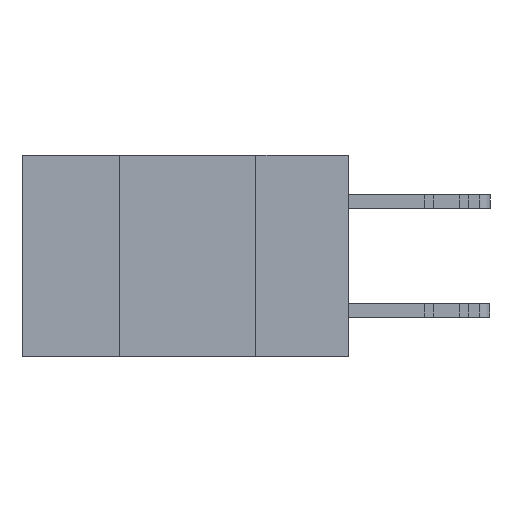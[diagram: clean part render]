
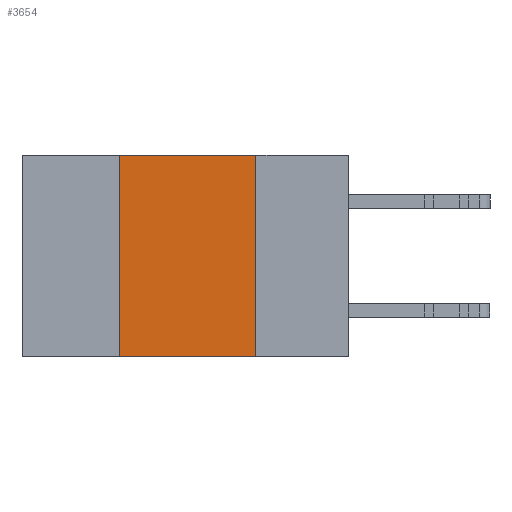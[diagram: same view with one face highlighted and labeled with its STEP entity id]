
A CAD part, left-side view. The second image highlights one B-rep face of the part: STEP entity #3654.
In plain terms, the highlighted planar face has unit normal (-1, 0, 0).
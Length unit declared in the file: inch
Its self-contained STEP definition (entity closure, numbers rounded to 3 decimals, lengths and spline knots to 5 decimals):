
#1733 = EDGE_CURVE ( 'NONE', #8393, #4526, #24962, .T. ) ;
#1789 = CARTESIAN_POINT ( 'NONE',  ( 0., 0.17, 0. ) ) ;
#2271 = VECTOR ( 'NONE', #7697, 39.37008 ) ;
#3011 = LINE ( 'NONE', #5296, #2271 ) ;
#3654 = ADVANCED_FACE ( 'NONE', ( #22222 ), #22886, .F. ) ;
#4526 = VERTEX_POINT ( 'NONE', #27108 ) ;
#5296 = CARTESIAN_POINT ( 'NONE',  ( 0., 0.17, 0. ) ) ;
#6832 = DIRECTION ( 'NONE',  ( 0., -1., 0. ) ) ;
#7531 = LINE ( 'NONE', #27634, #24974 ) ;
#7697 = DIRECTION ( 'NONE',  ( 0., 0., -1. ) ) ;
#8393 = VERTEX_POINT ( 'NONE', #27815 ) ;
#8696 = EDGE_CURVE ( 'NONE', #26167, #29016, #3011, .T. ) ;
#9031 = DIRECTION ( 'NONE',  ( 0., 0., -1. ) ) ;
#9104 = EDGE_CURVE ( 'NONE', #4526, #26167, #23172, .T. ) ;
#9697 = EDGE_CURVE ( 'NONE', #8393, #29016, #7531, .T. ) ;
#11061 = DIRECTION ( 'NONE',  ( 1., 0., 0. ) ) ;
#11072 = DIRECTION ( 'NONE',  ( 0., -1., 0. ) ) ;
#11949 = CARTESIAN_POINT ( 'NONE',  ( 0., 0.42, 0. ) ) ;
#12884 = AXIS2_PLACEMENT_3D ( 'NONE', #17730, #11061, #9031 ) ;
#12886 = DIRECTION ( 'NONE',  ( 0., 0., 1. ) ) ;
#13071 = VECTOR ( 'NONE', #12886, 39.37008 ) ;
#13634 = ORIENTED_EDGE ( 'NONE', *, *, #9104, .F. ) ;
#14001 = ORIENTED_EDGE ( 'NONE', *, *, #8696, .F. ) ;
#17730 = CARTESIAN_POINT ( 'NONE',  ( 0., 0.6, 0. ) ) ;
#18874 = ORIENTED_EDGE ( 'NONE', *, *, #1733, .F. ) ;
#18885 = EDGE_LOOP ( 'NONE', ( #14001, #13634, #18874, #19258 ) ) ;
#19258 = ORIENTED_EDGE ( 'NONE', *, *, #9697, .T. ) ;
#22222 = FACE_OUTER_BOUND ( 'NONE', #18885, .T. ) ;
#22886 = PLANE ( 'NONE',  #12884 ) ;
#23172 = LINE ( 'NONE', #25819, #24656 ) ;
#24656 = VECTOR ( 'NONE', #6832, 39.37008 ) ;
#24962 = LINE ( 'NONE', #11949, #13071 ) ;
#24974 = VECTOR ( 'NONE', #11072, 39.37008 ) ;
#25819 = CARTESIAN_POINT ( 'NONE',  ( 0., 0.6, 0. ) ) ;
#26147 = CARTESIAN_POINT ( 'NONE',  ( 0., 0.17, -0.37 ) ) ;
#26167 = VERTEX_POINT ( 'NONE', #1789 ) ;
#27108 = CARTESIAN_POINT ( 'NONE',  ( 0., 0.42, 0. ) ) ;
#27634 = CARTESIAN_POINT ( 'NONE',  ( 0., 0.6, -0.37 ) ) ;
#27815 = CARTESIAN_POINT ( 'NONE',  ( 0., 0.42, -0.37 ) ) ;
#29016 = VERTEX_POINT ( 'NONE', #26147 ) ;
